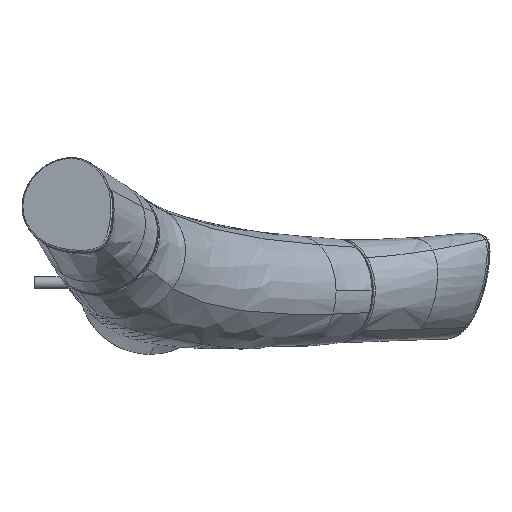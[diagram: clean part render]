
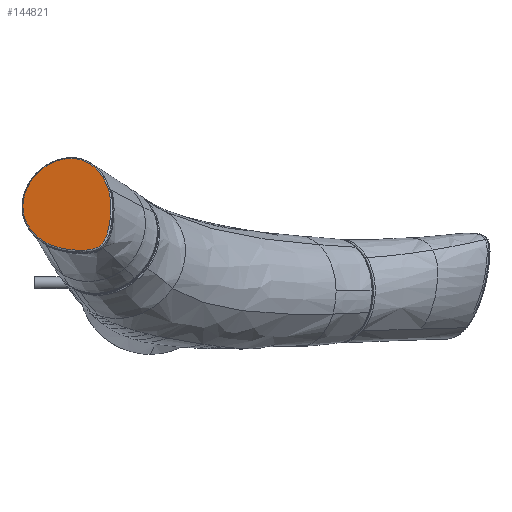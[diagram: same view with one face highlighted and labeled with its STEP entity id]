
A CAD part, top view. The second image highlights one B-rep face of the part: STEP entity #144821.
In plain terms, the highlighted face is planar.
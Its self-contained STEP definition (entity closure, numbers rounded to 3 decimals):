
#135926=CARTESIAN_POINT(' ',(-9.248,14.225,8.5));
#135931=CARTESIAN_POINT(' ',(-10.129,13.339,8.5));
#135936=CARTESIAN_POINT(' ',(-10.9,12.456,8.5));
#135941=CARTESIAN_POINT(' ',(-13.405,9.149,8.5));
#135946=CARTESIAN_POINT(' ',(-14.73,6.521,8.5));
#135951=CARTESIAN_POINT(' ',(-15.868,1.914,8.5));
#135956=CARTESIAN_POINT(' ',(-16.014,-0.016,8.5));
#135961=CARTESIAN_POINT(' ',(-15.614,-3.792,8.5));
#135966=CARTESIAN_POINT(' ',(-15.066,-5.633,8.5));
#135971=CARTESIAN_POINT(' ',(-13.336,-9.006,8.5));
#135976=CARTESIAN_POINT(' ',(-12.151,-10.547,8.5));
#135981=CARTESIAN_POINT(' ',(-9.799,-12.691,8.5));
#135986=CARTESIAN_POINT(' ',(-8.762,-13.434,8.5));
#135991=CARTESIAN_POINT(' ',(-7.485,-14.132,8.5));
#135996=CARTESIAN_POINT(' ',(-7.327,-14.215,8.5));
#136001=CARTESIAN_POINT(' ',(-7.134,-14.311,8.5));
#136006=B_SPLINE_CURVE_WITH_KNOTS('',3,(#135926,#135931,#135936,#135941,#135946,#135951,#135956,#135961,#135966,#135971,#135976,#135981,#135986,#135991,#135996,#136001),.UNSPECIFIED.,.F.,.U.,(4,2,2,2,2,2,2,4),(0.,0.1,0.349,0.522,0.694,0.867,0.982,1.),.UNSPECIFIED.);
#136011=CARTESIAN_POINT(' ',(-9.248,14.225,8.5));
#136012=VERTEX_POINT(' ',#136011);
#136016=CARTESIAN_POINT(' ',(-7.134,-14.311,8.5));
#136017=VERTEX_POINT(' ',#136016);
#136021=EDGE_CURVE(' ',#136012,#136017,#136006,.T.);
#140656=CARTESIAN_POINT(' ',(10.804,21.674,8.5));
#140661=CARTESIAN_POINT(' ',(10.165,21.993,8.5));
#140666=CARTESIAN_POINT(' ',(9.503,22.155,8.5));
#140671=CARTESIAN_POINT(' ',(8.056,22.285,8.5));
#140676=CARTESIAN_POINT(' ',(7.31,22.248,8.5));
#140681=CARTESIAN_POINT(' ',(5.304,21.971,8.5));
#140686=CARTESIAN_POINT(' ',(4.012,21.595,8.5));
#140691=CARTESIAN_POINT(' ',(2.093,20.939,8.5));
#140696=CARTESIAN_POINT(' ',(1.394,20.678,8.5));
#140701=CARTESIAN_POINT(' ',(0.01,20.118,8.5));
#140706=CARTESIAN_POINT(' ',(-0.674,19.819,8.5));
#140711=CARTESIAN_POINT(' ',(-2.,19.192,8.5));
#140716=CARTESIAN_POINT(' ',(-2.647,18.863,8.5));
#140721=CARTESIAN_POINT(' ',(-3.924,18.162,8.5));
#140726=CARTESIAN_POINT(' ',(-4.558,17.789,8.5));
#140731=CARTESIAN_POINT(' ',(-5.814,16.996,8.5));
#140736=CARTESIAN_POINT(' ',(-6.433,16.577,8.5));
#140741=CARTESIAN_POINT(' ',(-7.63,15.684,8.5));
#140746=CARTESIAN_POINT(' ',(-8.207,15.209,8.5));
#140751=CARTESIAN_POINT(' ',(-8.922,14.546,8.5));
#140756=CARTESIAN_POINT(' ',(-9.097,14.377,8.5));
#140761=CARTESIAN_POINT(' ',(-9.248,14.225,8.5));
#140766=B_SPLINE_CURVE_WITH_KNOTS('',3,(#140656,#140661,#140666,#140671,#140676,#140681,#140686,#140691,#140696,#140701,#140706,#140711,#140716,#140721,#140726,#140731,#140736,#140741,#140746,#140751,#140756,#140761),.UNSPECIFIED.,.F.,.U.,(4,2,2,2,2,2,2,2,2,2,4),(0.,0.096,0.196,0.369,0.469,0.569,0.669,0.769,0.869,0.969,1.),.UNSPECIFIED.);
#140771=CARTESIAN_POINT(' ',(10.804,21.674,8.5));
#140772=VERTEX_POINT(' ',#140771);
#140776=EDGE_CURVE(' ',#140772,#136012,#140766,.T.);
#143241=CARTESIAN_POINT(' ',(16.926,1.177,8.5));
#143242=VERTEX_POINT(' ',#143241);
#143256=CARTESIAN_POINT(' ',(-7.134,-14.311,8.5));
#143261=CARTESIAN_POINT(' ',(-4.233,-15.757,8.5));
#143266=CARTESIAN_POINT(' ',(-0.876,-16.283,8.5));
#143271=CARTESIAN_POINT(' ',(4.263,-15.519,8.5));
#143276=CARTESIAN_POINT(' ',(6.108,-14.87,8.5));
#143281=CARTESIAN_POINT(' ',(8.752,-13.341,8.5));
#143286=CARTESIAN_POINT(' ',(9.67,-12.668,8.5));
#143291=CARTESIAN_POINT(' ',(12.228,-10.356,8.5));
#143296=CARTESIAN_POINT(' ',(13.612,-8.435,8.5));
#143301=CARTESIAN_POINT(' ',(15.822,-3.985,8.5));
#143306=CARTESIAN_POINT(' ',(16.556,-1.424,8.5));
#143311=CARTESIAN_POINT(' ',(16.926,1.177,8.5));
#143316=B_SPLINE_CURVE_WITH_KNOTS('',3,(#143256,#143261,#143266,#143271,#143276,#143281,#143286,#143291,#143296,#143301,#143306,#143311),.UNSPECIFIED.,.F.,.U.,(4,2,2,2,2,4),(0.,0.287,0.459,0.559,0.767,1.),.UNSPECIFIED.);
#143321=EDGE_CURVE(' ',#136017,#143242,#143316,.T.);
#144686=DIRECTION(' ',(0.,0.,1.));
#144691=CARTESIAN_POINT(' ',(-15.064,-17.078,8.5));
#144696=DIRECTION(' ',(0.999,0.051,0.));
#144701=AXIS2_PLACEMENT_3D(' ',#144691,#144686,#144696);
#144706=PLANE('',#144701);
#144711=ORIENTED_EDGE(' ',*,*,#136021,.T.);
#144716=ORIENTED_EDGE(' ',*,*,#143321,.T.);
#144721=CARTESIAN_POINT(' ',(16.926,1.177,8.5));
#144726=CARTESIAN_POINT(' ',(17.177,2.936,8.5));
#144731=CARTESIAN_POINT(' ',(17.151,4.74,8.5));
#144736=CARTESIAN_POINT(' ',(16.808,8.629,8.5));
#144741=CARTESIAN_POINT(' ',(16.446,10.635,8.5));
#144746=CARTESIAN_POINT(' ',(15.634,13.723,8.5));
#144751=CARTESIAN_POINT(' ',(15.328,14.735,8.5));
#144756=CARTESIAN_POINT(' ',(14.53,16.985,8.5));
#144761=CARTESIAN_POINT(' ',(14.008,18.21,8.5));
#144766=CARTESIAN_POINT(' ',(12.889,19.912,8.5));
#144771=CARTESIAN_POINT(' ',(12.419,20.495,8.5));
#144776=CARTESIAN_POINT(' ',(11.527,21.257,8.5));
#144781=CARTESIAN_POINT(' ',(11.189,21.483,8.5));
#144786=CARTESIAN_POINT(' ',(10.804,21.674,8.5));
#144791=B_SPLINE_CURVE_WITH_KNOTS('',3,(#144721,#144726,#144731,#144736,#144741,#144746,#144751,#144756,#144761,#144766,#144771,#144776,#144781,#144786),.UNSPECIFIED.,.F.,.U.,(4,2,2,2,2,2,4),(0.,0.239,0.526,0.67,0.842,0.942,1.),.UNSPECIFIED.);
#144796=EDGE_CURVE(' ',#143242,#140772,#144791,.T.);
#144801=ORIENTED_EDGE(' ',*,*,#144796,.T.);
#144806=ORIENTED_EDGE(' ',*,*,#140776,.T.);
#144811=EDGE_LOOP(' ',(#144711,#144716,#144801,#144806));
#144816=FACE_OUTER_BOUND(' ',#144811,.T.);
#144821=ADVANCED_FACE('',(#144816),#144706,.T.);
